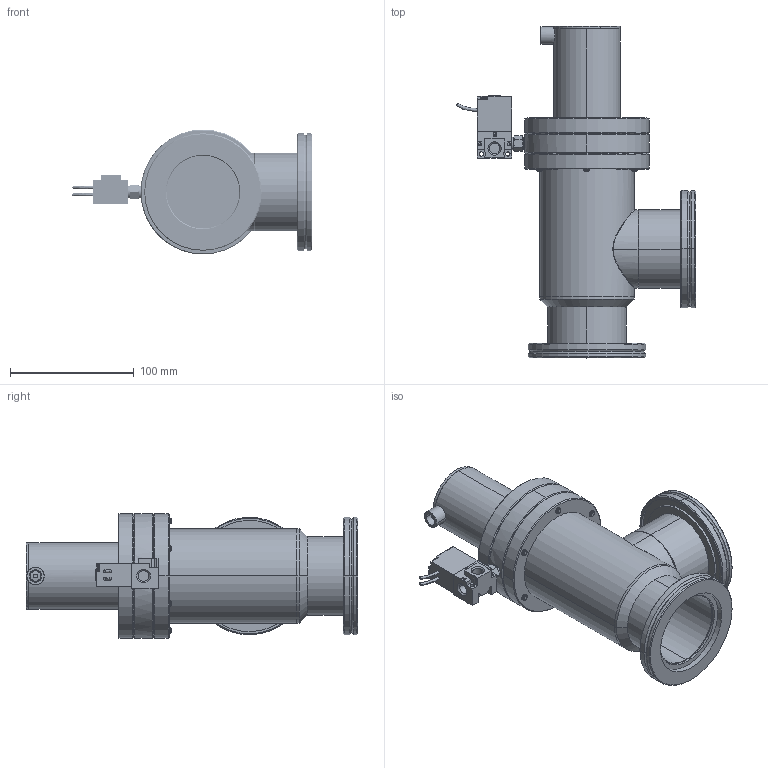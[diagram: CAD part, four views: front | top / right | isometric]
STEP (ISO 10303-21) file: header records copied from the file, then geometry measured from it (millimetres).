
FILE_DESCRIPTION (( 'STEP AP203' ), '1' );
FILE_NAME ('ESVPA-S06202.STEP', '2023-11-16T21:50:21', ( '' ), ( '' ), 'SwSTEP 2.0', 'SolidWorks 2020', '' );
FILE_SCHEMA (( 'CONFIG_CONTROL_DESIGN' ));
Products named in the file (1): ESVPA-S06202
Bounding box: 193.49 x 268.35 x 100.97 mm (x, y, z)
Volume: 449082.7 mm3; surface area: 234166.6 mm2
Topology: 22 solids, 22 shells, 1427 faces, 3787 edges, 2462 vertices
Faces by surface type: cylinder 909, plane 262, cone 219, bspline 25, torus 12
Entity records: 68442 total; most frequent: CARTESIAN_POINT 36584, ORIENTED_EDGE 7574, DIRECTION 5864, EDGE_CURVE 3787, VERTEX_POINT 2462, AXIS2_PLACEMENT_3D 2188, EDGE_LOOP 1557, VECTOR 1488
